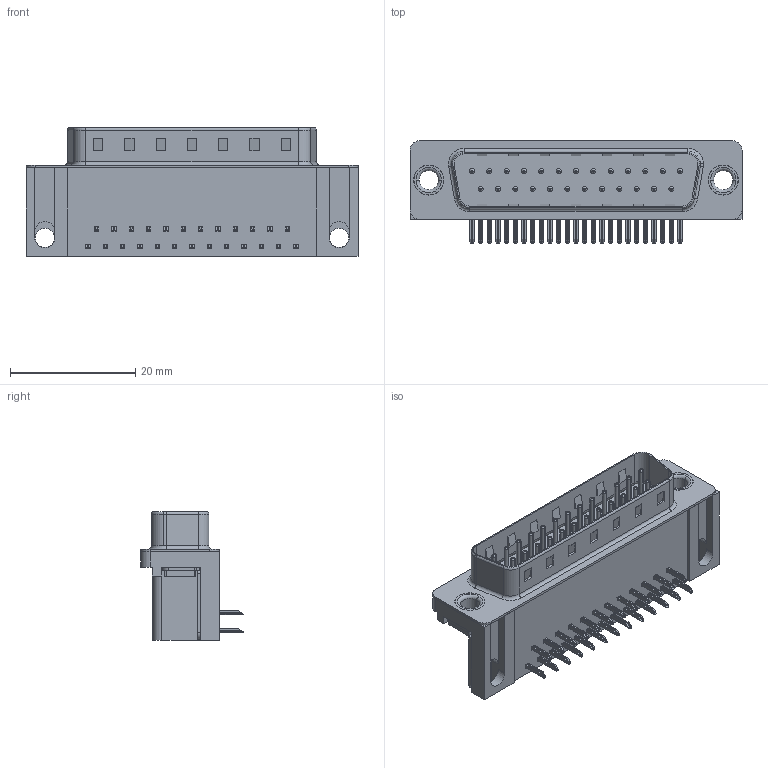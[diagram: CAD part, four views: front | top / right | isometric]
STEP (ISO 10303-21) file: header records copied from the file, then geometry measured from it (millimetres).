
FILE_DESCRIPTION (( 'STEP AP203' ), '1' );
FILE_NAME ('629-025-640-011.STEP', '2021-09-21T20:40:52', ( '' ), ( '' ), 'SwSTEP 2.0', 'SolidWorks 2020', '' );
FILE_SCHEMA (( 'CONFIG_CONTROL_DESIGN' ));
Length unit declared in the file: millimetre
Products named in the file (7): 629 Housing_25 Socket; 629 Thru Hole Board Mount; 629-025-640-011; 629 Contact Top; 629 Contact Bottom; 629 Thru Hole Rivet; 629 Shell_25 Socket
Assembly tree (31 placements, depth 2):
  629-025-640-011
    629 Housing_25 Socket
    629 Shell_25 Socket
    629 Contact Bottom  x12
    629 Contact Top  x13
    629 Thru Hole Board Mount  x2
    629 Thru Hole Rivet  x2
Bounding box: 53.04 x 16.35 x 20.6 mm (x, y, z)
Volume: 7309.8 mm3; surface area: 8190.9 mm2
Topology: 31 solids, 31 shells, 2221 faces, 5491 edges, 3389 vertices
Faces by surface type: plane 1403, cylinder 641, torus 177
Entity records: 20281 total; most frequent: DIRECTION 3322, CARTESIAN_POINT 3274, ORIENTED_EDGE 3146, EDGE_CURVE 1573, VECTOR 1136, LINE 1136, AXIS2_PLACEMENT_3D 1093, VERTEX_POINT 1009
